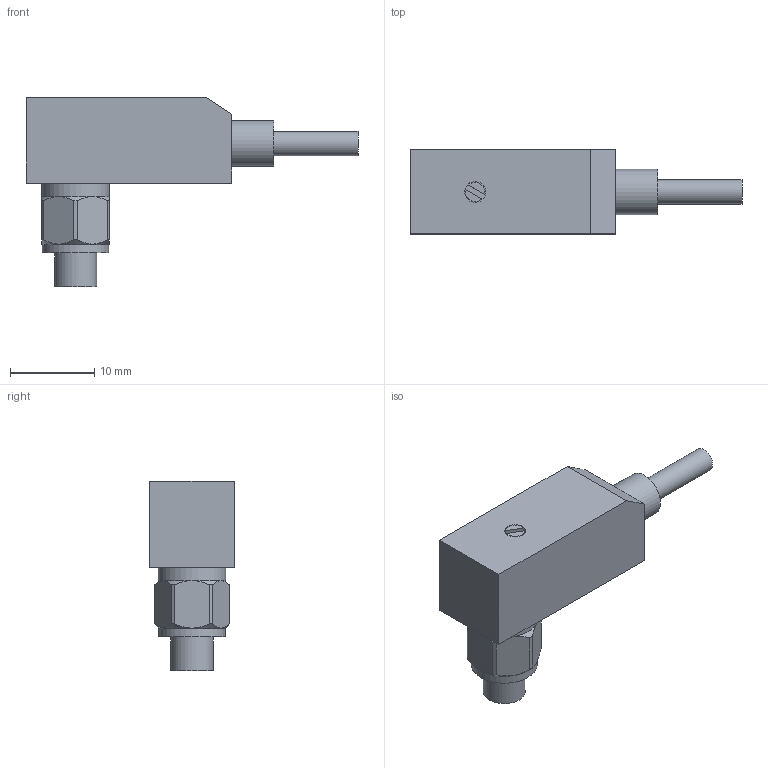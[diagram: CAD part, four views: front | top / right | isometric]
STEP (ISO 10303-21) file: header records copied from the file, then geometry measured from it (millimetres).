
FILE_DESCRIPTION(/* description */ (''),/* implementation_level */ '2;1');
FILE_NAME(/* name */ 'Micro Solid.stp',/* time_stamp */ '2015-01-23T15:47:00+01:00',/* author */ ('Lars'),/* organization */ ('AVAC Vakuumteknik AB'),/* preprocessor_version */ 'ST-DEVELOPER v15.6',/* originating_system */ 'Autodesk Inventor 2015',/* authorisation */ '');
FILE_SCHEMA (('AUTOMOTIVE_DESIGN { 1 0 10303 214 3 1 1 }'));
Length unit declared in the file: millimetre
Products named in the file (1): Micro Solid
Bounding box: 39.5 x 10 x 22.5 mm (x, y, z)
Volume: 3168.2 mm3; surface area: 1653.9 mm2
Topology: 1 solids, 1 shells, 43 faces, 94 edges, 60 vertices
Faces by surface type: plane 22, cylinder 14, cone 7
Full cylindrical faces by diameter (mm): 2.5 x1, 2.9 x1, 5 x1, 5.4 x1, 7.9 x1, 8 x1
Entity records: 1196 total; most frequent: CARTESIAN_POINT 225, DIRECTION 189, ORIENTED_EDGE 172, EDGE_CURVE 86, AXIS2_PLACEMENT_3D 77, VERTEX_POINT 59, EDGE_LOOP 57, STYLED_ITEM 44
